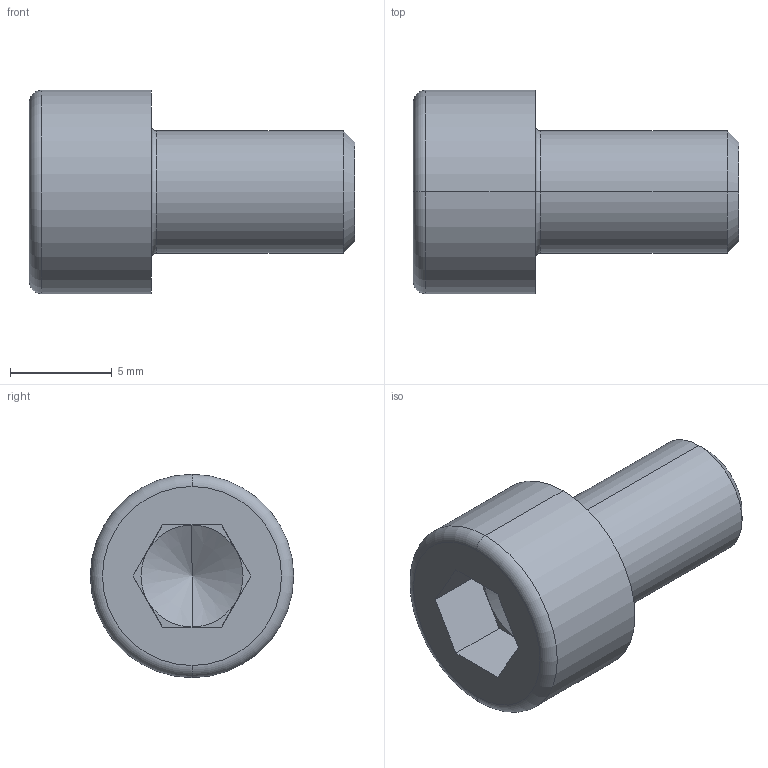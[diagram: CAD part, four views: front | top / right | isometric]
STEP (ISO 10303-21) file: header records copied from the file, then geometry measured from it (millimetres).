
FILE_DESCRIPTION (( 'STEP AP214' ), '1' );
FILE_NAME ('OM-001-050-911_01.STEP', '2024-10-06T13:52:07', ( '' ), ( '' ), 'SwSTEP 2.0', 'SolidWorks 2022', '' );
FILE_SCHEMA (( 'AUTOMOTIVE_DESIGN' ));
Length unit declared in the file: millimetre
Products named in the file (1): OM-001-050-911_01
Bounding box: 16 x 10 x 10 mm (x, y, z)
Volume: 622.6 mm3; surface area: 629.1 mm2
Topology: 1 solids, 1 shells, 31 faces, 68 edges, 38 vertices
Faces by surface type: plane 15, cylinder 6, cone 6, torus 4
Entity records: 848 total; most frequent: DIRECTION 156, CARTESIAN_POINT 134, ORIENTED_EDGE 128, EDGE_CURVE 64, AXIS2_PLACEMENT_3D 60, VERTEX_POINT 38, VECTOR 36, LINE 36
